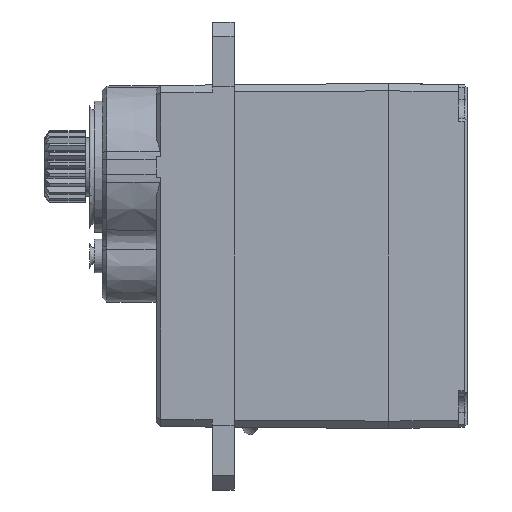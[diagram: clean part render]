
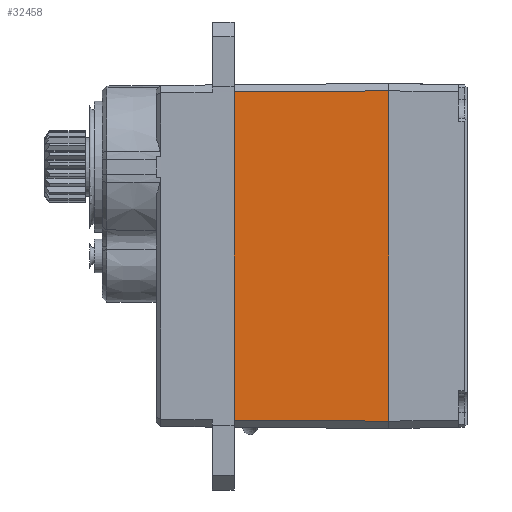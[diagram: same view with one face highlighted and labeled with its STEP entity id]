
A CAD part, front view. The second image highlights one B-rep face of the part: STEP entity #32458.
In plain terms, the highlighted planar face has unit normal (-0.007, -1, 0).
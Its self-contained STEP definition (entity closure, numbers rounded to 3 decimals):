
#29841=CARTESIAN_POINT('',(-37.894,421.321,41.326));
#29842=VERTEX_POINT('',#29841);
#29859=CARTESIAN_POINT('',(-48.493,421.4,41.247));
#29860=VERTEX_POINT('',#29859);
#29867=CARTESIAN_POINT('',(-48.493,421.4,41.247));
#29868=DIRECTION('',(1.,-0.007,0.007));
#29869=VECTOR('',#29868,10.6);
#29870=LINE('',#29867,#29869);
#29871=EDGE_CURVE('',#29860,#29842,#29870,.T.);
#32376=CARTESIAN_POINT('',(-48.493,421.4,18.747));
#32377=VERTEX_POINT('',#32376);
#32378=CARTESIAN_POINT('',(-48.493,421.4,18.747));
#32379=DIRECTION('',(0.,0.,1.));
#32380=VECTOR('',#32379,22.5);
#32381=LINE('',#32378,#32380);
#32382=EDGE_CURVE('',#32377,#29860,#32381,.T.);
#32436=CARTESIAN_POINT('',(-43.193,421.36,29.997));
#32437=DIRECTION('',(-0.007,-1.,0.));
#32438=DIRECTION('',(1.,-0.007,-0.));
#32439=AXIS2_PLACEMENT_3D('',#32436,#32437,#32438);
#32440=PLANE('',#32439);
#32441=CARTESIAN_POINT('',(-37.894,421.321,18.667));
#32442=VERTEX_POINT('',#32441);
#32443=CARTESIAN_POINT('',(-37.894,421.321,18.667));
#32444=CARTESIAN_POINT('',(-37.894,421.321,41.326));
#32445=B_SPLINE_CURVE_WITH_KNOTS('',1,(#32443,#32444),.UNSPECIFIED.,.F.,.F.,(2,2),(0.,1.),.UNSPECIFIED.);
#32446=EDGE_CURVE('',#32442,#29842,#32445,.T.);
#32447=ORIENTED_EDGE('',*,*,#32446,.T.);
#32448=ORIENTED_EDGE('',*,*,#29871,.F.);
#32449=ORIENTED_EDGE('',*,*,#32382,.F.);
#32450=CARTESIAN_POINT('',(-37.894,421.321,18.667));
#32451=DIRECTION('',(-1.,0.007,0.007));
#32452=VECTOR('',#32451,10.6);
#32453=LINE('',#32450,#32452);
#32454=EDGE_CURVE('',#32442,#32377,#32453,.T.);
#32455=ORIENTED_EDGE('',*,*,#32454,.F.);
#32456=EDGE_LOOP('',(#32447,#32448,#32449,#32455));
#32457=FACE_BOUND('',#32456,.T.);
#32458=ADVANCED_FACE('',(#32457),#32440,.T.);
